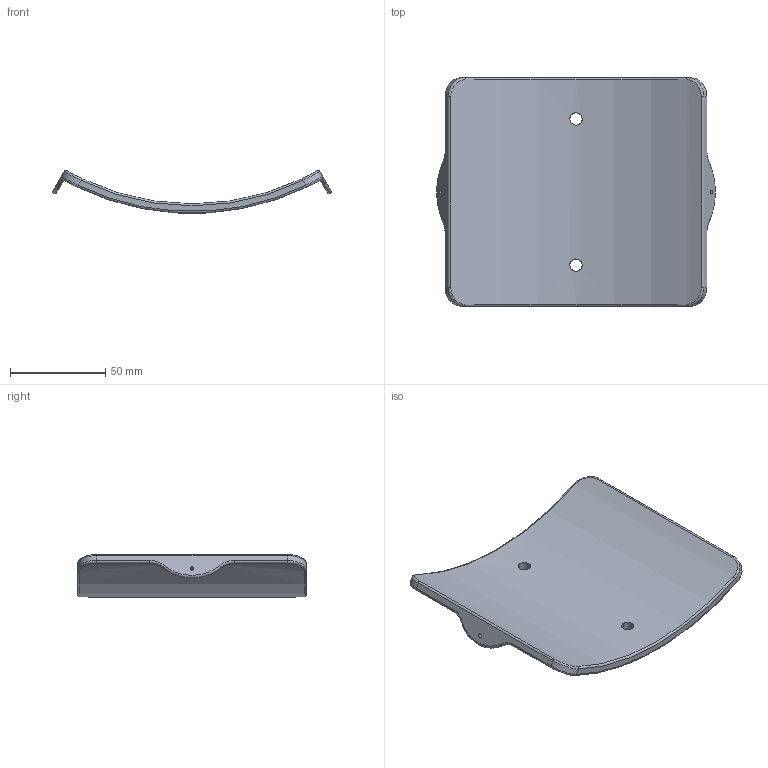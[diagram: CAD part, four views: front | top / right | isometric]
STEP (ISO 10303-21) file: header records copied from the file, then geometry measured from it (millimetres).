
FILE_DESCRIPTION((''),'2;1');
FILE_NAME('FIXATION','2025-12-12T14:06:36',('coren'),(''),'CREO PARAMETRIC BY PTC INC, 2022164','CREO PARAMETRIC BY PTC INC, 2022164','');
FILE_SCHEMA(('CONFIG_CONTROL_DESIGN'));
Length unit declared in the file: millimetre
Products named in the file (1): FIXATION
Bounding box: 146.1 x 120 x 22.46 mm (x, y, z)
Volume: 85041.4 mm3; surface area: 36913.9 mm2
Topology: 1 solids, 1 shells, 54 faces, 128 edges, 76 vertices
Faces by surface type: cylinder 22, bspline 20, plane 6, torus 6
Entity records: 2924 total; most frequent: CARTESIAN_POINT 1756, ORIENTED_EDGE 256, DIRECTION 204, EDGE_CURVE 128, AXIS2_PLACEMENT_3D 86, VERTEX_POINT 76, EDGE_LOOP 62, FACE_OUTER_BOUND 54
